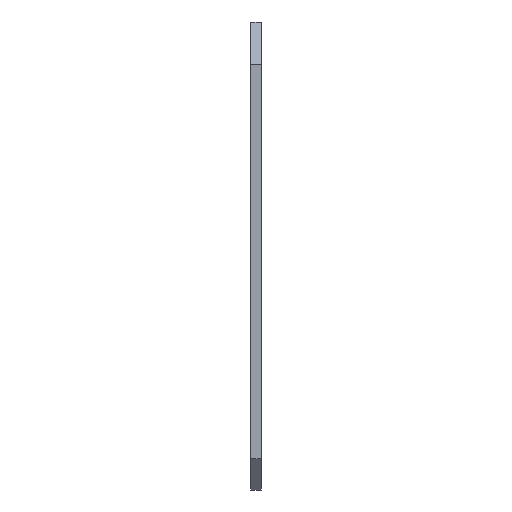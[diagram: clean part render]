
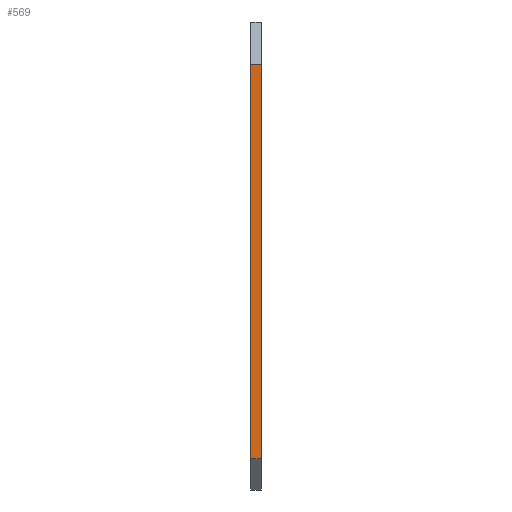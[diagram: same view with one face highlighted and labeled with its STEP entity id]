
A CAD part, left-side view. The second image highlights one B-rep face of the part: STEP entity #569.
In plain terms, the highlighted planar face has unit normal (-1, 0, 0).
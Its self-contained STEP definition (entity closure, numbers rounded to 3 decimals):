
#32 = DIRECTION ( 'NONE',  ( 0., 1., 0. ) ) ;
#84 = DIRECTION ( 'NONE',  ( 1., 0., 0. ) ) ;
#111 = CARTESIAN_POINT ( 'NONE',  ( -22.531, 4.079, 29.049 ) ) ;
#304 = CARTESIAN_POINT ( 'NONE',  ( -22.531, 2.479, -28.951 ) ) ;
#375 = FACE_OUTER_BOUND ( 'NONE', #907, .T. ) ;
#381 = EDGE_CURVE ( 'NONE', #869, #466, #794, .T. ) ;
#427 = CARTESIAN_POINT ( 'NONE',  ( -22.531, 2.479, 29.049 ) ) ;
#429 = ORIENTED_EDGE ( 'NONE', *, *, #381, .T. ) ;
#442 = DIRECTION ( 'NONE',  ( 0., 1., 0. ) ) ;
#443 = VERTEX_POINT ( 'NONE', #304 ) ;
#461 = EDGE_CURVE ( 'NONE', #443, #990, #1732, .T. ) ;
#466 = VERTEX_POINT ( 'NONE', #727 ) ;
#476 = CARTESIAN_POINT ( 'NONE',  ( -22.531, 4.079, -28.951 ) ) ;
#482 = VECTOR ( 'NONE', #939, 1000. ) ;
#506 = PLANE ( 'NONE',  #1499 ) ;
#569 = ADVANCED_FACE ( 'NONE', ( #375 ), #506, .F. ) ;
#594 = CARTESIAN_POINT ( 'NONE',  ( -22.531, 2.479, -28.951 ) ) ;
#727 = CARTESIAN_POINT ( 'NONE',  ( -22.531, 4.079, 29.049 ) ) ;
#750 = VECTOR ( 'NONE', #32, 1000. ) ;
#761 = ORIENTED_EDGE ( 'NONE', *, *, #771, .F. ) ;
#771 = EDGE_CURVE ( 'NONE', #990, #466, #825, .T. ) ;
#794 = LINE ( 'NONE', #427, #855 ) ;
#825 = LINE ( 'NONE', #111, #482 ) ;
#855 = VECTOR ( 'NONE', #442, 1000. ) ;
#869 = VERTEX_POINT ( 'NONE', #1306 ) ;
#907 = EDGE_LOOP ( 'NONE', ( #1233, #1425, #429, #761 ) ) ;
#939 = DIRECTION ( 'NONE',  ( 0., 0., 1. ) ) ;
#990 = VERTEX_POINT ( 'NONE', #476 ) ;
#1051 = DIRECTION ( 'NONE',  ( 0., 0., 1. ) ) ;
#1233 = ORIENTED_EDGE ( 'NONE', *, *, #461, .F. ) ;
#1306 = CARTESIAN_POINT ( 'NONE',  ( -22.531, 2.479, 29.049 ) ) ;
#1378 = CARTESIAN_POINT ( 'NONE',  ( -22.531, 2.479, 0.049 ) ) ;
#1425 = ORIENTED_EDGE ( 'NONE', *, *, #1671, .T. ) ;
#1467 = CARTESIAN_POINT ( 'NONE',  ( -22.531, 2.479, 29.049 ) ) ;
#1477 = VECTOR ( 'NONE', #1782, 1000. ) ;
#1499 = AXIS2_PLACEMENT_3D ( 'NONE', #1467, #84, #1051 ) ;
#1500 = LINE ( 'NONE', #1378, #1477 ) ;
#1671 = EDGE_CURVE ( 'NONE', #443, #869, #1500, .T. ) ;
#1732 = LINE ( 'NONE', #594, #750 ) ;
#1782 = DIRECTION ( 'NONE',  ( 0., 0., 1. ) ) ;
